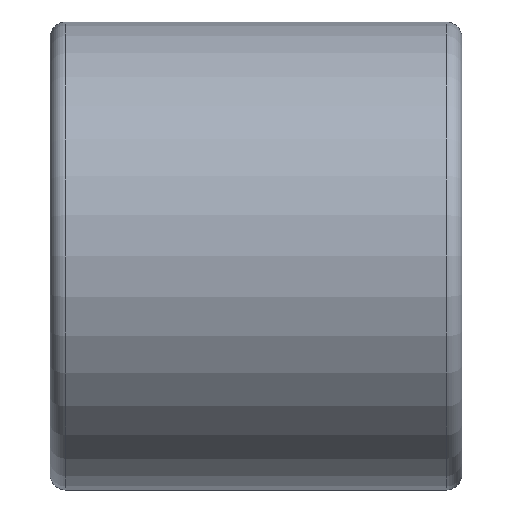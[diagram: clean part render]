
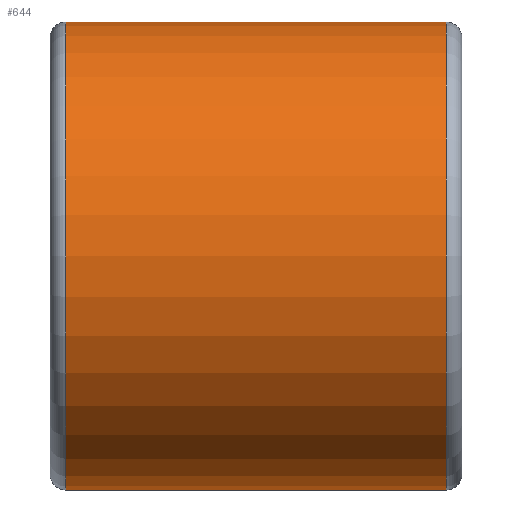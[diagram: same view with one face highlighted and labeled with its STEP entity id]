
A CAD part, left-side view. The second image highlights one B-rep face of the part: STEP entity #644.
In plain terms, the highlighted cylindrical face has radius 3.75 mm (diameter 7.5 mm), a partial arc.
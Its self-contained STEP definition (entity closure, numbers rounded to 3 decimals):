
#17 = EDGE_CURVE ( 'NONE', #428, #280, #397, .T. ) ;
#18 = FACE_OUTER_BOUND ( 'NONE', #535, .T. ) ;
#79 = VERTEX_POINT ( 'NONE', #592 ) ;
#147 = LINE ( 'NONE', #344, #184 ) ;
#152 = ORIENTED_EDGE ( 'NONE', *, *, #674, .T. ) ;
#157 = AXIS2_PLACEMENT_3D ( 'NONE', #545, #541, #243 ) ;
#169 = CARTESIAN_POINT ( 'NONE',  ( -2.85, 3.05, 0. ) ) ;
#184 = VECTOR ( 'NONE', #588, 1000. ) ;
#195 = EDGE_CURVE ( 'NONE', #299, #79, #147, .T. ) ;
#243 = DIRECTION ( 'NONE',  ( 0., 0., -1. ) ) ;
#262 = AXIS2_PLACEMENT_3D ( 'NONE', #495, #633, #739 ) ;
#266 = CARTESIAN_POINT ( 'NONE',  ( -2.85, -3.05, 0. ) ) ;
#280 = VERTEX_POINT ( 'NONE', #266 ) ;
#299 = VERTEX_POINT ( 'NONE', #448 ) ;
#310 = CYLINDRICAL_SURFACE ( 'NONE', #157, 3.75 ) ;
#344 = CARTESIAN_POINT ( 'NONE',  ( -2.85, 3.3, -7.5 ) ) ;
#362 = ORIENTED_EDGE ( 'NONE', *, *, #17, .F. ) ;
#372 = EDGE_CURVE ( 'NONE', #428, #299, #561, .T. ) ;
#374 = CARTESIAN_POINT ( 'NONE',  ( -2.85, 3.3, 0. ) ) ;
#388 = DIRECTION ( 'NONE',  ( 0., 0., 1. ) ) ;
#397 = LINE ( 'NONE', #374, #461 ) ;
#418 = CIRCLE ( 'NONE', #262, 3.75 ) ;
#428 = VERTEX_POINT ( 'NONE', #169 ) ;
#448 = CARTESIAN_POINT ( 'NONE',  ( -2.85, 3.05, -7.5 ) ) ;
#461 = VECTOR ( 'NONE', #558, 1000. ) ;
#495 = CARTESIAN_POINT ( 'NONE',  ( -2.85, -3.05, -3.75 ) ) ;
#535 = EDGE_LOOP ( 'NONE', ( #540, #152, #362, #755 ) ) ;
#540 = ORIENTED_EDGE ( 'NONE', *, *, #195, .T. ) ;
#541 = DIRECTION ( 'NONE',  ( 0., -1., 0. ) ) ;
#545 = CARTESIAN_POINT ( 'NONE',  ( -2.85, 3.3, -3.75 ) ) ;
#558 = DIRECTION ( 'NONE',  ( 0., -1., 0. ) ) ;
#561 = CIRCLE ( 'NONE', #759, 3.75 ) ;
#588 = DIRECTION ( 'NONE',  ( 0., -1., 0. ) ) ;
#592 = CARTESIAN_POINT ( 'NONE',  ( -2.85, -3.05, -7.5 ) ) ;
#633 = DIRECTION ( 'NONE',  ( 0., 1., 0. ) ) ;
#644 = ADVANCED_FACE ( 'NONE', ( #18 ), #310, .T. ) ;
#674 = EDGE_CURVE ( 'NONE', #79, #280, #418, .T. ) ;
#704 = DIRECTION ( 'NONE',  ( 0., -1., 0. ) ) ;
#739 = DIRECTION ( 'NONE',  ( 0., 0., 1. ) ) ;
#755 = ORIENTED_EDGE ( 'NONE', *, *, #372, .T. ) ;
#756 = CARTESIAN_POINT ( 'NONE',  ( -2.85, 3.05, -3.75 ) ) ;
#759 = AXIS2_PLACEMENT_3D ( 'NONE', #756, #704, #388 ) ;
